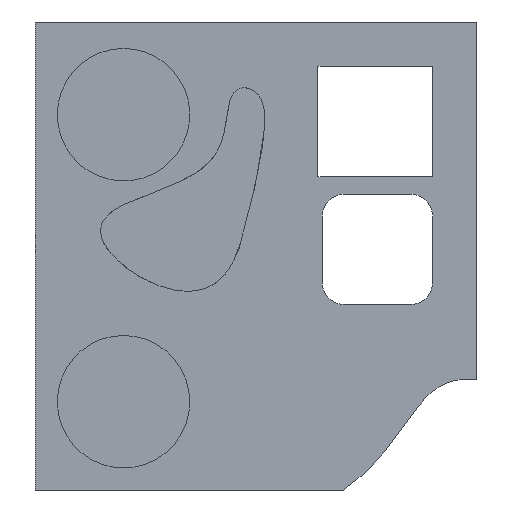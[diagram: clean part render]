
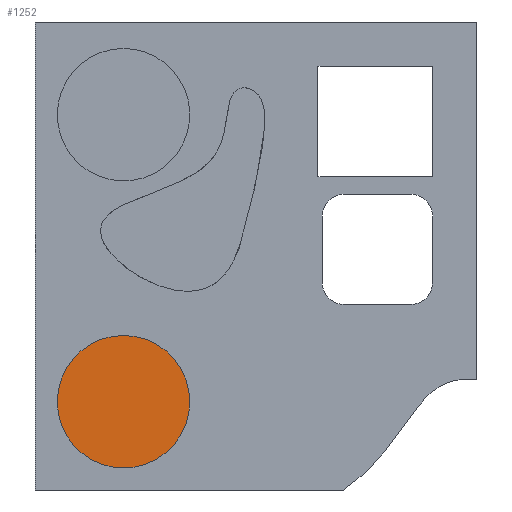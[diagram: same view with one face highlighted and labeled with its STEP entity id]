
A CAD part, front view. The second image highlights one B-rep face of the part: STEP entity #1252.
In plain terms, the highlighted planar face has unit normal (0, 1, 0).
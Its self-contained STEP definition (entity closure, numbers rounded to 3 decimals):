
#261 = CYLINDRICAL_SURFACE('',#262,15.);
#262 = AXIS2_PLACEMENT_3D('',#263,#264,#265);
#263 = CARTESIAN_POINT('',(-80.,30.,-280.));
#264 = DIRECTION('',(0.,1.,0.));
#265 = DIRECTION('',(-1.,0.,0.));
#854 = EDGE_CURVE('',#855,#855,#857,.T.);
#855 = VERTEX_POINT('',#856);
#856 = CARTESIAN_POINT('',(-65.,50.,-280.));
#857 = SURFACE_CURVE('',#858,(#863,#870),.PCURVE_S1.);
#858 = CIRCLE('',#859,15.);
#859 = AXIS2_PLACEMENT_3D('',#860,#861,#862);
#860 = CARTESIAN_POINT('',(-80.,50.,-280.));
#861 = DIRECTION('',(0.,1.,-0.));
#862 = DIRECTION('',(-1.,0.,0.));
#863 = PCURVE('',#261,#864);
#864 = DEFINITIONAL_REPRESENTATION('',(#865),#869);
#865 = LINE('',#866,#867);
#866 = CARTESIAN_POINT('',(0.,20.));
#867 = VECTOR('',#868,1.);
#868 = DIRECTION('',(1.,0.));
#869 = ( GEOMETRIC_REPRESENTATION_CONTEXT(2) 
PARAMETRIC_REPRESENTATION_CONTEXT() REPRESENTATION_CONTEXT('2D SPACE',''
  ) );
#870 = PCURVE('',#871,#876);
#871 = PLANE('',#872);
#872 = AXIS2_PLACEMENT_3D('',#873,#874,#875);
#873 = CARTESIAN_POINT('',(-80.,50.,-280.));
#874 = DIRECTION('',(0.,1.,0.));
#875 = DIRECTION('',(-1.,0.,0.));
#876 = DEFINITIONAL_REPRESENTATION('',(#877),#881);
#877 = CIRCLE('',#878,15.);
#878 = AXIS2_PLACEMENT_2D('',#879,#880);
#879 = CARTESIAN_POINT('',(0.,0.));
#880 = DIRECTION('',(1.,0.));
#881 = ( GEOMETRIC_REPRESENTATION_CONTEXT(2) 
PARAMETRIC_REPRESENTATION_CONTEXT() REPRESENTATION_CONTEXT('2D SPACE',''
  ) );
#1252 = ADVANCED_FACE('',(#1253),#871,.T.);
#1253 = FACE_BOUND('',#1254,.T.);
#1254 = EDGE_LOOP('',(#1255));
#1255 = ORIENTED_EDGE('',*,*,#854,.T.);
